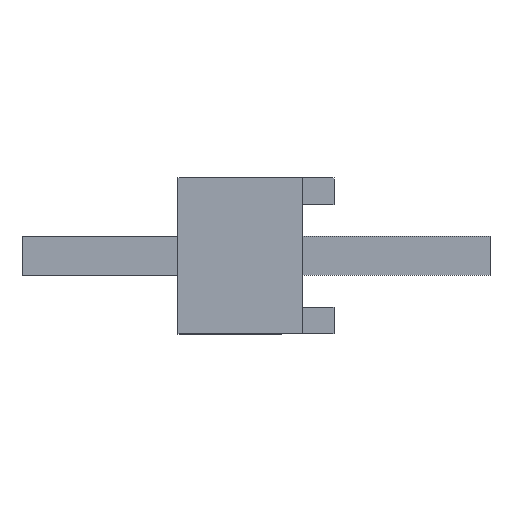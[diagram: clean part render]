
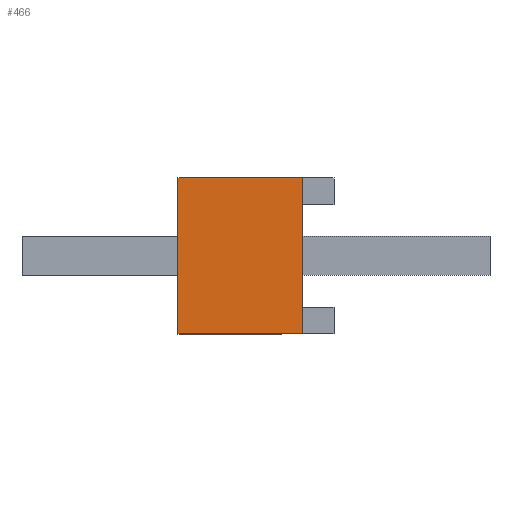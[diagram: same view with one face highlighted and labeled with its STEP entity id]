
A CAD part, left-side view. The second image highlights one B-rep face of the part: STEP entity #466.
In plain terms, the highlighted planar face has unit normal (-1, 0, 0).
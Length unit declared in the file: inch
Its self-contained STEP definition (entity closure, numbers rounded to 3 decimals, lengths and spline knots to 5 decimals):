
#466 = ADVANCED_FACE( '', ( #975 ), #976, .F. );
#975 = FACE_OUTER_BOUND( '', #1527, .T. );
#976 = PLANE( '', #1528 );
#1527 = EDGE_LOOP( '', ( #2736, #2737, #2738, #2739 ) );
#1528 = AXIS2_PLACEMENT_3D( '', #2740, #2741, #2742 );
#2736 = ORIENTED_EDGE( '', *, *, #3809, .F. );
#2737 = ORIENTED_EDGE( '', *, *, #3810, .F. );
#2738 = ORIENTED_EDGE( '', *, *, #3654, .F. );
#2739 = ORIENTED_EDGE( '', *, *, #3811, .T. );
#2740 = CARTESIAN_POINT( '', ( -0.2, 0.1, -0.05 ) );
#2741 = DIRECTION( '', ( 1., 0., 0. ) );
#2742 = DIRECTION( '', ( 0., 0., -1. ) );
#3654 = EDGE_CURVE( '', #4496, #4494, #4498, .T. );
#3809 = EDGE_CURVE( '', #4702, #4703, #4704, .T. );
#3810 = EDGE_CURVE( '', #4494, #4702, #4705, .T. );
#3811 = EDGE_CURVE( '', #4496, #4703, #4706, .T. );
#4494 = VERTEX_POINT( '', #5678 );
#4496 = VERTEX_POINT( '', #5681 );
#4498 = LINE( '', #5684, #5685 );
#4702 = VERTEX_POINT( '', #5997 );
#4703 = VERTEX_POINT( '', #5998 );
#4704 = LINE( '', #5999, #6000 );
#4705 = LINE( '', #6001, #6002 );
#4706 = LINE( '', #6003, #6004 );
#5678 = CARTESIAN_POINT( '', ( -0.2, 0.1, 0.05 ) );
#5681 = CARTESIAN_POINT( '', ( -0.2, 0.1, -0.05 ) );
#5684 = CARTESIAN_POINT( '', ( -0.2, 0.1, -0.05 ) );
#5685 = VECTOR( '', #6484, 39.37008 );
#5997 = CARTESIAN_POINT( '', ( -0.2, 0.02, 0.05 ) );
#5998 = CARTESIAN_POINT( '', ( -0.2, 0.02, -0.05 ) );
#5999 = CARTESIAN_POINT( '', ( -0.2, 0.02, -0.05 ) );
#6000 = VECTOR( '', #6593, 39.37008 );
#6001 = CARTESIAN_POINT( '', ( -0.2, 0.1, 0.05 ) );
#6002 = VECTOR( '', #6594, 39.37008 );
#6003 = CARTESIAN_POINT( '', ( -0.2, 0.1, -0.05 ) );
#6004 = VECTOR( '', #6595, 39.37008 );
#6484 = DIRECTION( '', ( 0., 0., 1. ) );
#6593 = DIRECTION( '', ( 0., 0., -1. ) );
#6594 = DIRECTION( '', ( 0., -1., 0. ) );
#6595 = DIRECTION( '', ( 0., -1., 0. ) );
